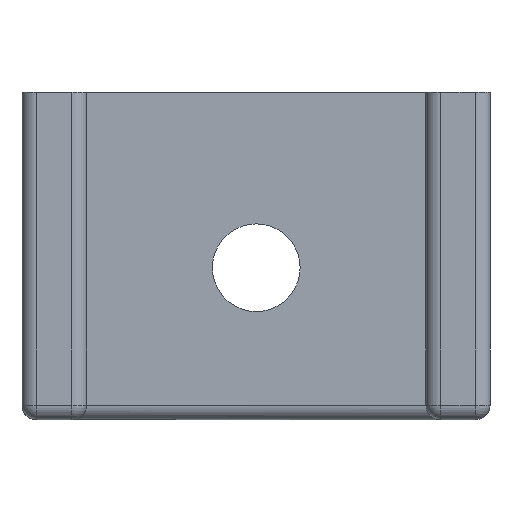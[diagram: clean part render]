
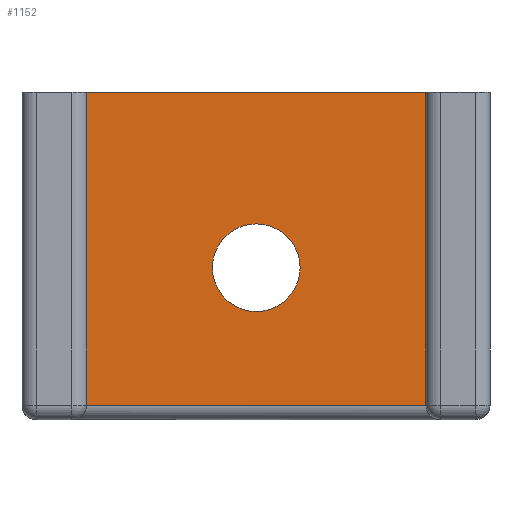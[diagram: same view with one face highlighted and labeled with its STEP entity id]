
A CAD part, front view. The second image highlights one B-rep face of the part: STEP entity #1152.
In plain terms, the highlighted face is planar.
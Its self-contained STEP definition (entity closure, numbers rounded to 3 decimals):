
#27=FACE_BOUND('',#208,.T.);
#45=PLANE('',#1248);
#79=CIRCLE('',#1249,1.5);
#80=CIRCLE('',#1250,1.5);
#136=FACE_OUTER_BOUND('',#207,.T.);
#207=EDGE_LOOP('',(#804,#805,#806,#807));
#208=EDGE_LOOP('',(#808,#809));
#277=LINE('',#1743,#384);
#281=LINE('',#1755,#388);
#290=LINE('',#1787,#397);
#291=LINE('',#1788,#398);
#384=VECTOR('',#1369,0.5);
#388=VECTOR('',#1381,10.);
#397=VECTOR('',#1418,10.);
#398=VECTOR('',#1419,10.);
#495=VERTEX_POINT('',#1739);
#497=VERTEX_POINT('',#1742);
#501=VERTEX_POINT('',#1754);
#510=VERTEX_POINT('',#1786);
#511=VERTEX_POINT('',#1789);
#512=VERTEX_POINT('',#1790);
#600=EDGE_CURVE('',#495,#497,#277,.T.);
#606=EDGE_CURVE('',#501,#497,#281,.T.);
#622=EDGE_CURVE('',#495,#510,#290,.T.);
#623=EDGE_CURVE('',#510,#501,#291,.T.);
#624=EDGE_CURVE('',#511,#512,#79,.T.);
#625=EDGE_CURVE('',#512,#511,#80,.T.);
#804=ORIENTED_EDGE('',*,*,#606,.T.);
#805=ORIENTED_EDGE('',*,*,#600,.F.);
#806=ORIENTED_EDGE('',*,*,#622,.T.);
#807=ORIENTED_EDGE('',*,*,#623,.T.);
#808=ORIENTED_EDGE('',*,*,#624,.T.);
#809=ORIENTED_EDGE('',*,*,#625,.T.);
#1152=ADVANCED_FACE('',(#136,#27),#45,.F.);
#1248=AXIS2_PLACEMENT_3D('',#1785,#1416,#1417);
#1249=AXIS2_PLACEMENT_3D('',#1791,#1420,#1421);
#1250=AXIS2_PLACEMENT_3D('',#1792,#1422,#1423);
#1369=DIRECTION('',(0.,0.,-1.));
#1381=DIRECTION('',(0.,1.,0.));
#1416=DIRECTION('center_axis',(-1.,0.,0.));
#1417=DIRECTION('ref_axis',(0.,0.,
1.));
#1418=DIRECTION('',(0.,-1.,0.));
#1419=DIRECTION('',(0.,0.,-1.));
#1420=DIRECTION('center_axis',(-1.,0.,0.));
#1421=DIRECTION('ref_axis',(0.,0.,
1.));
#1422=DIRECTION('center_axis',(-1.,0.,0.));
#1423=DIRECTION('ref_axis',(0.,0.,
1.));
#1739=CARTESIAN_POINT('',(49.,-59.8,7.309));
#1742=CARTESIAN_POINT('',(49.,-59.8,-4.291));
#1743=CARTESIAN_POINT('',(49.,-59.8,4.405));
#1754=CARTESIAN_POINT('',(49.,-70.5,-4.291));
#1755=CARTESIAN_POINT('',(49.,-68.9,-4.291));
#1785=CARTESIAN_POINT('Origin',(49.,-67.3,1.5));
#1786=CARTESIAN_POINT('',(49.,-70.5,7.309));
#1787=CARTESIAN_POINT('',(49.,-63.,7.309));
#1788=CARTESIAN_POINT('',(49.,-70.5,-2.5));
#1789=CARTESIAN_POINT('',(49.,-66.,1.509));
#1790=CARTESIAN_POINT('',(49.,-64.5,0.009));
#1791=CARTESIAN_POINT('Origin',(49.,-64.5,1.509));
#1792=CARTESIAN_POINT('Origin',(49.,-64.5,1.509));
